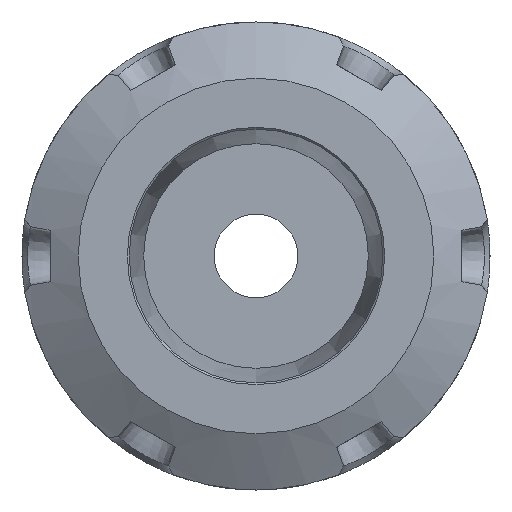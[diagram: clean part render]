
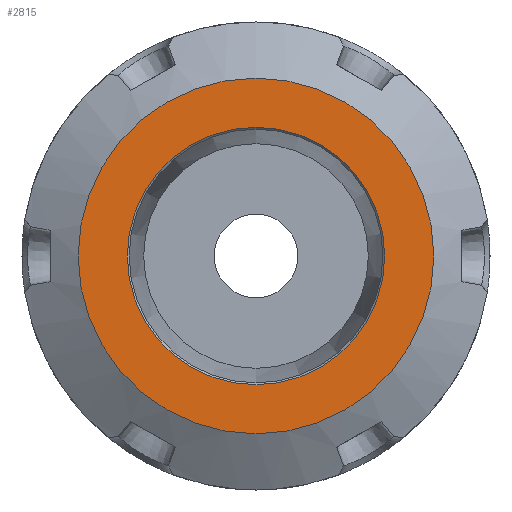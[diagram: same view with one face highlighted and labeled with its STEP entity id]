
A CAD part, left-side view. The second image highlights one B-rep face of the part: STEP entity #2815.
In plain terms, the highlighted planar face has unit normal (-1, 0, 0).
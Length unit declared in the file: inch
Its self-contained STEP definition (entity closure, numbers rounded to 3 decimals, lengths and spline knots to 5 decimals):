
#26=FACE_BOUND('',#556,.T.);
#82=PLANE('',#3004);
#395=FACE_OUTER_BOUND('',#555,.T.);
#555=EDGE_LOOP('',(#1989));
#556=EDGE_LOOP('',(#1990));
#905=CIRCLE('',#2976,0.74803);
#909=CIRCLE('',#2998,0.54134);
#1095=VERTEX_POINT('',#4626);
#1107=VERTEX_POINT('',#4782);
#1407=EDGE_CURVE('',#1095,#1095,#905,.T.);
#1435=EDGE_CURVE('',#1107,#1107,#909,.T.);
#1989=ORIENTED_EDGE('',*,*,#1407,.F.);
#1990=ORIENTED_EDGE('',*,*,#1435,.F.);
#2815=ADVANCED_FACE('',(#395,#26),#82,.F.);
#2976=AXIS2_PLACEMENT_3D('',#4628,#3292,#3293);
#2998=AXIS2_PLACEMENT_3D('',#4783,#3348,#3349);
#3004=AXIS2_PLACEMENT_3D('',#4795,#3362,#3363);
#3292=DIRECTION('center_axis',(1.,0.,0.));
#3293=DIRECTION('ref_axis',(0.,0.,
-1.));
#3348=DIRECTION('center_axis',(-1.,0.,0.));
#3349=DIRECTION('ref_axis',(0.,0.,
-1.));
#3362=DIRECTION('center_axis',(1.,0.,0.));
#3363=DIRECTION('ref_axis',(0.,0.,
-1.));
#4626=CARTESIAN_POINT('',(-3.93701,0.,0.74803));
#4628=CARTESIAN_POINT('Origin',(-3.93701,0.,
0.));
#4782=CARTESIAN_POINT('',(-3.93701,0.,0.54134));
#4783=CARTESIAN_POINT('Origin',(-3.93701,0.,
0.));
#4795=CARTESIAN_POINT('Origin',(-3.93701,0.,
0.));
